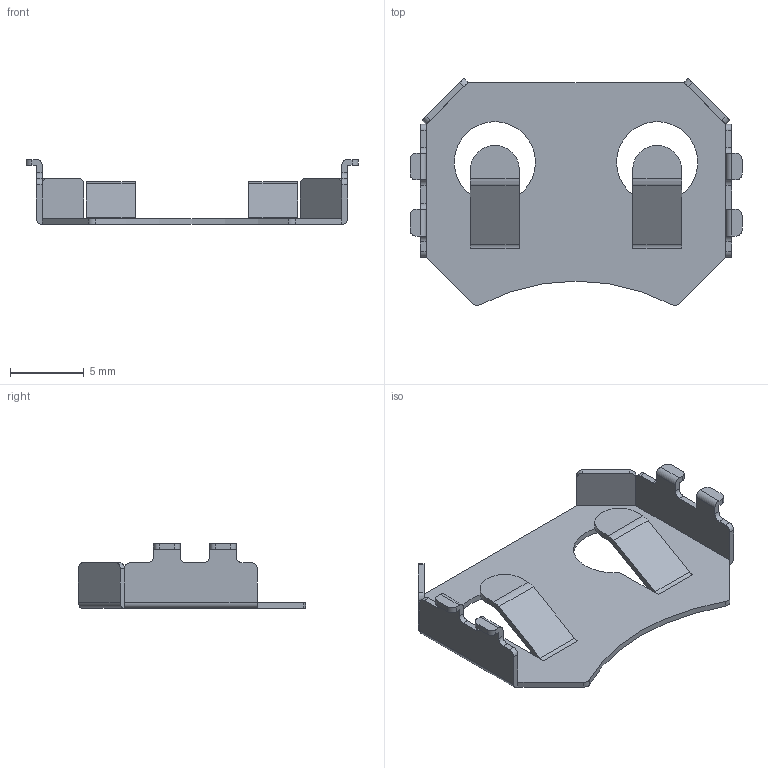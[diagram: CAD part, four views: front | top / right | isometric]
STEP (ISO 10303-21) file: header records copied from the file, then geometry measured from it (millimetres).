
FILE_DESCRIPTION((''),'2;1');
FILE_NAME('BH_67B_5','2022-06-09T',('ramon'),(''),'PRO/ENGINEER BY PARAMETRIC TECHNOLOGY CORPORATION, 2013230','PRO/ENGINEER BY PARAMETRIC TECHNOLOGY CORPORATION, 2013230','');
FILE_SCHEMA(('CONFIG_CONTROL_DESIGN'));
Length unit declared in the file: millimetre
Products named in the file (1): BH_67B_5
Bounding box: 22.5 x 15.39 x 4.4 mm (x, y, z)
Volume: 137.6 mm3; surface area: 756.6 mm2
Topology: 1 solids, 1 shells, 115 faces, 319 edges, 206 vertices
Faces by surface type: plane 67, cylinder 48
Entity records: 3715 total; most frequent: DIRECTION 645, CARTESIAN_POINT 640, ORIENTED_EDGE 638, EDGE_CURVE 319, VECTOR 223, LINE 223, AXIS2_PLACEMENT_3D 211, VERTEX_POINT 206
